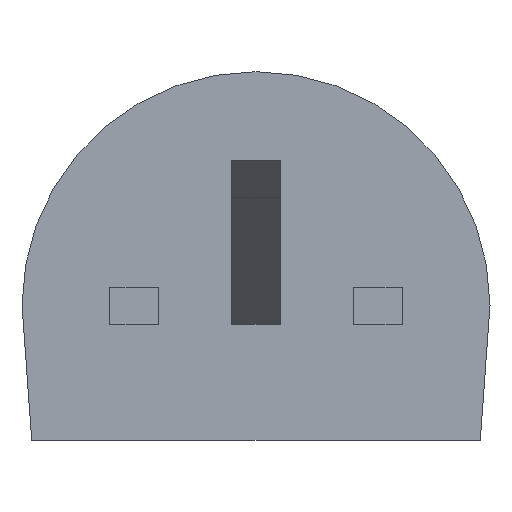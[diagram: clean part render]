
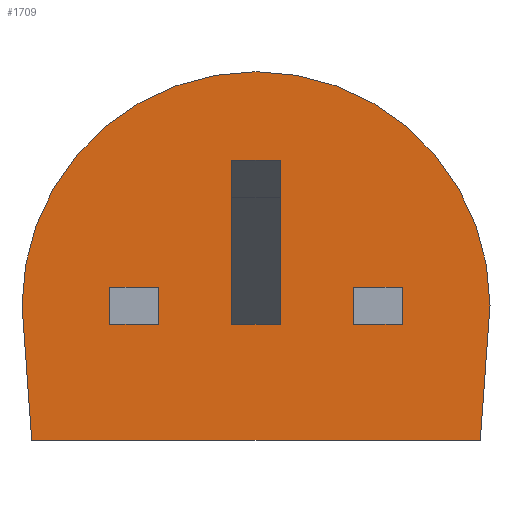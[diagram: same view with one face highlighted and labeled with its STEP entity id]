
A CAD part, front view. The second image highlights one B-rep face of the part: STEP entity #1709.
In plain terms, the highlighted planar face has unit normal (0, -1, 0).
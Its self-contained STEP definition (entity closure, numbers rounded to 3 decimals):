
#1398 = VERTEX_POINT('',#1399);
#1399 = CARTESIAN_POINT('',(-2.4,0.,0.)
  );
#1408 = PLANE('',#1409);
#1409 = AXIS2_PLACEMENT_3D('',#1410,#1411,#1412);
#1410 = CARTESIAN_POINT('',(-2.4,0.,0.));
#1411 = DIRECTION('',(-0.997,0.,
    -0.072));
#1412 = DIRECTION('',(0.072,0.,
    -0.997));
#1420 = CYLINDRICAL_SURFACE('',#1421,2.4);
#1421 = AXIS2_PLACEMENT_3D('',#1422,#1423,#1424);
#1422 = CARTESIAN_POINT('',(0.,0.,0.));
#1423 = DIRECTION('',(0.,-1.,0.));
#1424 = DIRECTION('',(1.,0.,0.));
#1461 = VERTEX_POINT('',#1462);
#1462 = CARTESIAN_POINT('',(-2.3,0.,-1.38));
#1476 = PLANE('',#1477);
#1477 = AXIS2_PLACEMENT_3D('',#1478,#1479,#1480);
#1478 = CARTESIAN_POINT('',(-2.3,0.,-1.38));
#1479 = DIRECTION('',(0.,0.,-1.));
#1480 = DIRECTION('',(1.,0.,0.));
#1488 = EDGE_CURVE('',#1398,#1461,#1489,.T.);
#1489 = SURFACE_CURVE('',#1490,(#1494,#1501),.PCURVE_S1.);
#1490 = LINE('',#1491,#1492);
#1491 = CARTESIAN_POINT('',(-2.4,0.,0.));
#1492 = VECTOR('',#1493,1.);
#1493 = DIRECTION('',(0.072,0.,
    -0.997));
#1494 = PCURVE('',#1408,#1495);
#1495 = DEFINITIONAL_REPRESENTATION('',(#1496),#1500);
#1496 = LINE('',#1497,#1498);
#1497 = CARTESIAN_POINT('',(0.,0.));
#1498 = VECTOR('',#1499,1.);
#1499 = DIRECTION('',(1.,0.));
#1500 = ( GEOMETRIC_REPRESENTATION_CONTEXT(2) 
PARAMETRIC_REPRESENTATION_CONTEXT() REPRESENTATION_CONTEXT('2D SPACE',''
  ) );
#1501 = PCURVE('',#1502,#1507);
#1502 = PLANE('',#1503);
#1503 = AXIS2_PLACEMENT_3D('',#1504,#1505,#1506);
#1504 = CARTESIAN_POINT('',(0.,0.,
    0.118));
#1505 = DIRECTION('',(0.,-1.,0.));
#1506 = DIRECTION('',(0.,0.,-1.));
#1507 = DEFINITIONAL_REPRESENTATION('',(#1508),#1512);
#1508 = LINE('',#1509,#1510);
#1509 = CARTESIAN_POINT('',(0.118,-2.4));
#1510 = VECTOR('',#1511,1.);
#1511 = DIRECTION('',(0.997,0.072));
#1512 = ( GEOMETRIC_REPRESENTATION_CONTEXT(2) 
PARAMETRIC_REPRESENTATION_CONTEXT() REPRESENTATION_CONTEXT('2D SPACE',''
  ) );
#1542 = VERTEX_POINT('',#1543);
#1543 = CARTESIAN_POINT('',(2.3,0.,-1.38));
#1557 = PLANE('',#1558);
#1558 = AXIS2_PLACEMENT_3D('',#1559,#1560,#1561);
#1559 = CARTESIAN_POINT('',(2.3,0.,-1.38));
#1560 = DIRECTION('',(0.997,0.,
    -0.072));
#1561 = DIRECTION('',(0.072,0.,
    0.997));
#1569 = EDGE_CURVE('',#1461,#1542,#1570,.T.);
#1570 = SURFACE_CURVE('',#1571,(#1575,#1582),.PCURVE_S1.);
#1571 = LINE('',#1572,#1573);
#1572 = CARTESIAN_POINT('',(-2.3,0.,-1.38));
#1573 = VECTOR('',#1574,1.);
#1574 = DIRECTION('',(1.,0.,0.));
#1575 = PCURVE('',#1476,#1576);
#1576 = DEFINITIONAL_REPRESENTATION('',(#1577),#1581);
#1577 = LINE('',#1578,#1579);
#1578 = CARTESIAN_POINT('',(0.,0.));
#1579 = VECTOR('',#1580,1.);
#1580 = DIRECTION('',(1.,0.));
#1581 = ( GEOMETRIC_REPRESENTATION_CONTEXT(2) 
PARAMETRIC_REPRESENTATION_CONTEXT() REPRESENTATION_CONTEXT('2D SPACE',''
  ) );
#1582 = PCURVE('',#1502,#1583);
#1583 = DEFINITIONAL_REPRESENTATION('',(#1584),#1588);
#1584 = LINE('',#1585,#1586);
#1585 = CARTESIAN_POINT('',(1.498,-2.3));
#1586 = VECTOR('',#1587,1.);
#1587 = DIRECTION('',(0.,1.));
#1588 = ( GEOMETRIC_REPRESENTATION_CONTEXT(2) 
PARAMETRIC_REPRESENTATION_CONTEXT() REPRESENTATION_CONTEXT('2D SPACE',''
  ) );
#1618 = VERTEX_POINT('',#1619);
#1619 = CARTESIAN_POINT('',(2.4,0.,0.));
#1640 = EDGE_CURVE('',#1542,#1618,#1641,.T.);
#1641 = SURFACE_CURVE('',#1642,(#1646,#1653),.PCURVE_S1.);
#1642 = LINE('',#1643,#1644);
#1643 = CARTESIAN_POINT('',(2.3,0.,-1.38));
#1644 = VECTOR('',#1645,1.);
#1645 = DIRECTION('',(0.072,0.,
    0.997));
#1646 = PCURVE('',#1557,#1647);
#1647 = DEFINITIONAL_REPRESENTATION('',(#1648),#1652);
#1648 = LINE('',#1649,#1650);
#1649 = CARTESIAN_POINT('',(0.,0.));
#1650 = VECTOR('',#1651,1.);
#1651 = DIRECTION('',(1.,0.));
#1652 = ( GEOMETRIC_REPRESENTATION_CONTEXT(2) 
PARAMETRIC_REPRESENTATION_CONTEXT() REPRESENTATION_CONTEXT('2D SPACE',''
  ) );
#1653 = PCURVE('',#1502,#1654);
#1654 = DEFINITIONAL_REPRESENTATION('',(#1655),#1659);
#1655 = LINE('',#1656,#1657);
#1656 = CARTESIAN_POINT('',(1.498,2.3));
#1657 = VECTOR('',#1658,1.);
#1658 = DIRECTION('',(-0.997,0.072));
#1659 = ( GEOMETRIC_REPRESENTATION_CONTEXT(2) 
PARAMETRIC_REPRESENTATION_CONTEXT() REPRESENTATION_CONTEXT('2D SPACE',''
  ) );
#1688 = EDGE_CURVE('',#1618,#1398,#1689,.T.);
#1689 = SURFACE_CURVE('',#1690,(#1695,#1702),.PCURVE_S1.);
#1690 = CIRCLE('',#1691,2.4);
#1691 = AXIS2_PLACEMENT_3D('',#1692,#1693,#1694);
#1692 = CARTESIAN_POINT('',(0.,0.,0.));
#1693 = DIRECTION('',(0.,-1.,0.));
#1694 = DIRECTION('',(1.,0.,0.));
#1695 = PCURVE('',#1420,#1696);
#1696 = DEFINITIONAL_REPRESENTATION('',(#1697),#1701);
#1697 = LINE('',#1698,#1699);
#1698 = CARTESIAN_POINT('',(0.,0.));
#1699 = VECTOR('',#1700,1.);
#1700 = DIRECTION('',(1.,0.));
#1701 = ( GEOMETRIC_REPRESENTATION_CONTEXT(2) 
PARAMETRIC_REPRESENTATION_CONTEXT() REPRESENTATION_CONTEXT('2D SPACE',''
  ) );
#1702 = PCURVE('',#1502,#1703);
#1703 = DEFINITIONAL_REPRESENTATION('',(#1704),#1708);
#1704 = CIRCLE('',#1705,2.4);
#1705 = AXIS2_PLACEMENT_2D('',#1706,#1707);
#1706 = CARTESIAN_POINT('',(0.118,0.));
#1707 = DIRECTION('',(0.,1.));
#1708 = ( GEOMETRIC_REPRESENTATION_CONTEXT(2) 
PARAMETRIC_REPRESENTATION_CONTEXT() REPRESENTATION_CONTEXT('2D SPACE',''
  ) );
#1709 = ADVANCED_FACE('',(#1710),#1502,.T.);
#1710 = FACE_BOUND('',#1711,.T.);
#1711 = EDGE_LOOP('',(#1712,#1713,#1714,#1715));
#1712 = ORIENTED_EDGE('',*,*,#1488,.T.);
#1713 = ORIENTED_EDGE('',*,*,#1569,.T.);
#1714 = ORIENTED_EDGE('',*,*,#1640,.T.);
#1715 = ORIENTED_EDGE('',*,*,#1688,.T.);
